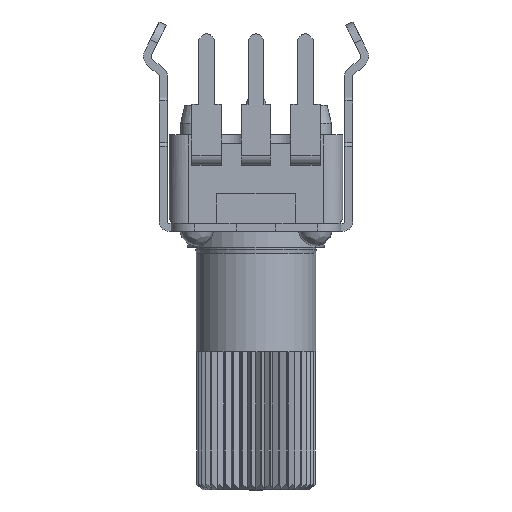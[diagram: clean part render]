
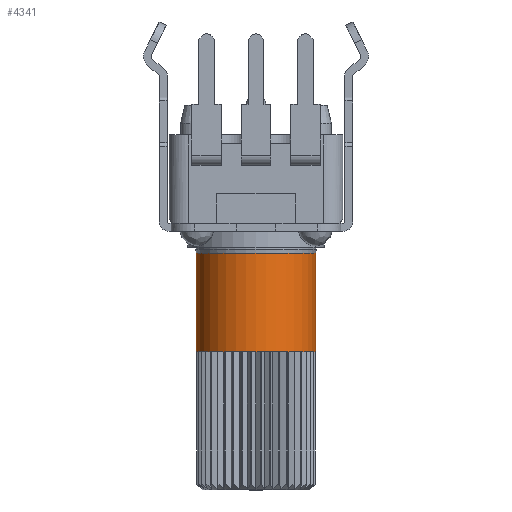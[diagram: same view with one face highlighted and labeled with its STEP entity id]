
A CAD part, front view. The second image highlights one B-rep face of the part: STEP entity #4341.
In plain terms, the highlighted cylindrical face has radius 3.025 mm (diameter 6.05 mm), a partial arc.
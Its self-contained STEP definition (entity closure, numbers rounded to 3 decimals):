
#456 = AXIS2_PLACEMENT_3D ( 'NONE', #2342, #13990, #11403 ) ;
#997 = CIRCLE ( 'NONE', #12909, 3.025 ) ;
#1100 = ORIENTED_EDGE ( 'NONE', *, *, #16874, .T. ) ;
#1865 = FACE_OUTER_BOUND ( 'NONE', #1939, .T. ) ;
#1939 = EDGE_LOOP ( 'NONE', ( #9823, #10305, #9268, #1100 ) ) ;
#2129 = DIRECTION ( 'NONE',  ( 1., 0., 0. ) ) ;
#2342 = CARTESIAN_POINT ( 'NONE',  ( 0., 0., -1.5 ) ) ;
#2614 = LINE ( 'NONE', #11850, #15402 ) ;
#2623 = CARTESIAN_POINT ( 'NONE',  ( 3.025, 0., -1.5 ) ) ;
#3149 = CARTESIAN_POINT ( 'NONE',  ( 0., 0., 6.41 ) ) ;
#3500 = CYLINDRICAL_SURFACE ( 'NONE', #15941, 3.025 ) ;
#4341 = ADVANCED_FACE ( 'NONE', ( #1865 ), #3500, .T. ) ;
#4479 = VERTEX_POINT ( 'NONE', #5071 ) ;
#5071 = CARTESIAN_POINT ( 'NONE',  ( 3.025, 0., -6.5 ) ) ;
#5119 = VERTEX_POINT ( 'NONE', #9511 ) ;
#6325 = VECTOR ( 'NONE', #10807, 1000. ) ;
#7514 = DIRECTION ( 'NONE',  ( 1., 0., 0. ) ) ;
#7678 = DIRECTION ( 'NONE',  ( 0., 0., 1. ) ) ;
#8129 = VERTEX_POINT ( 'NONE', #10763 ) ;
#8924 = EDGE_CURVE ( 'NONE', #8129, #4479, #997, .T. ) ;
#9268 = ORIENTED_EDGE ( 'NONE', *, *, #11684, .T. ) ;
#9348 = EDGE_CURVE ( 'NONE', #8129, #5119, #2614, .T. ) ;
#9511 = CARTESIAN_POINT ( 'NONE',  ( -3.025, 0., -1.5 ) ) ;
#9823 = ORIENTED_EDGE ( 'NONE', *, *, #9348, .F. ) ;
#10305 = ORIENTED_EDGE ( 'NONE', *, *, #8924, .T. ) ;
#10763 = CARTESIAN_POINT ( 'NONE',  ( -3.025, 0., -6.5 ) ) ;
#10807 = DIRECTION ( 'NONE',  ( 0., 0., 1. ) ) ;
#11259 = CARTESIAN_POINT ( 'NONE',  ( 0., 0., -6.5 ) ) ;
#11403 = DIRECTION ( 'NONE',  ( 1., 0., 0. ) ) ;
#11684 = EDGE_CURVE ( 'NONE', #4479, #16728, #12256, .T. ) ;
#11850 = CARTESIAN_POINT ( 'NONE',  ( -3.025, 0., 6.41 ) ) ;
#12256 = LINE ( 'NONE', #13317, #6325 ) ;
#12804 = DIRECTION ( 'NONE',  ( 0., 0., 1. ) ) ;
#12909 = AXIS2_PLACEMENT_3D ( 'NONE', #11259, #15228, #7514 ) ;
#13317 = CARTESIAN_POINT ( 'NONE',  ( 3.025, 0., 6.41 ) ) ;
#13990 = DIRECTION ( 'NONE',  ( 0., 0., -1. ) ) ;
#15228 = DIRECTION ( 'NONE',  ( 0., 0., 1. ) ) ;
#15402 = VECTOR ( 'NONE', #7678, 1000. ) ;
#15941 = AXIS2_PLACEMENT_3D ( 'NONE', #3149, #12804, #2129 ) ;
#16728 = VERTEX_POINT ( 'NONE', #2623 ) ;
#16798 = CIRCLE ( 'NONE', #456, 3.025 ) ;
#16874 = EDGE_CURVE ( 'NONE', #16728, #5119, #16798, .T. ) ;
